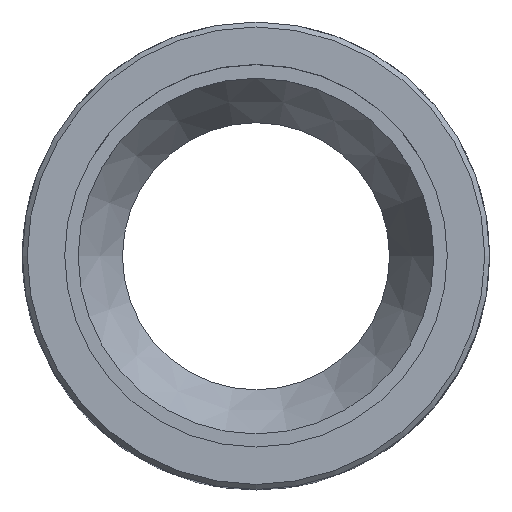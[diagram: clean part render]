
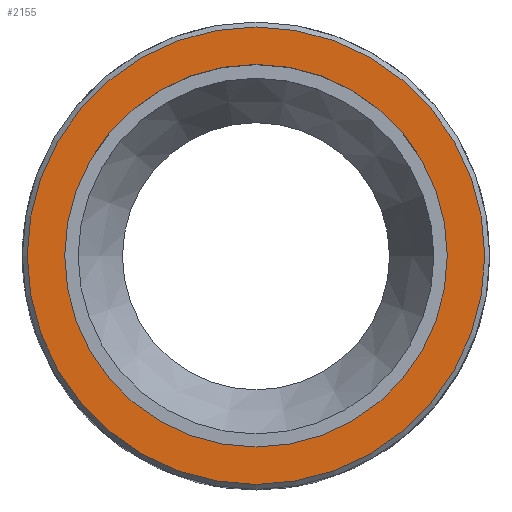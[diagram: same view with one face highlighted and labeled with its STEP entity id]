
A CAD part, top view. The second image highlights one B-rep face of the part: STEP entity #2155.
In plain terms, the highlighted planar face has unit normal (0, 0, 1).
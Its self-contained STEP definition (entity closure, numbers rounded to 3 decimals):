
#80=CIRCLE('',#2240,13.7);
#114=CIRCLE('',#2300,11.459);
#317=ORIENTED_EDGE('',*,*,#719,.T.);
#318=ORIENTED_EDGE('',*,*,#620,.T.);
#620=EDGE_CURVE('',#842,#842,#80,.T.);
#719=EDGE_CURVE('',#908,#908,#114,.T.);
#842=VERTEX_POINT('',#2933);
#908=VERTEX_POINT('',#3196);
#1253=EDGE_LOOP('',(#317));
#1254=EDGE_LOOP('',(#318));
#1357=FACE_BOUND('',#1253,.T.);
#1358=FACE_BOUND('',#1254,.T.);
#1447=PLANE('',#2299);
#2155=ADVANCED_FACE('',(#1357,#1358),#1447,.T.);
#2240=AXIS2_PLACEMENT_3D('',#2932,#2451,#2452);
#2299=AXIS2_PLACEMENT_3D('',#3194,#2622,#2623);
#2300=AXIS2_PLACEMENT_3D('',#3195,#2624,#2625);
#2451=DIRECTION('',(0.,0.,1.));
#2452=DIRECTION('',(1.,0.,0.));
#2622=DIRECTION('',(0.,0.,1.));
#2623=DIRECTION('',(1.,0.,0.));
#2624=DIRECTION('',(0.,0.,-1.));
#2625=DIRECTION('',(1.,0.,0.));
#2932=CARTESIAN_POINT('',(0.,0.,19.));
#2933=CARTESIAN_POINT('',(13.7,0.,19.));
#3194=CARTESIAN_POINT('',(0.,0.,19.));
#3195=CARTESIAN_POINT('',(0.,0.,19.));
#3196=CARTESIAN_POINT('',(11.459,0.,19.));
